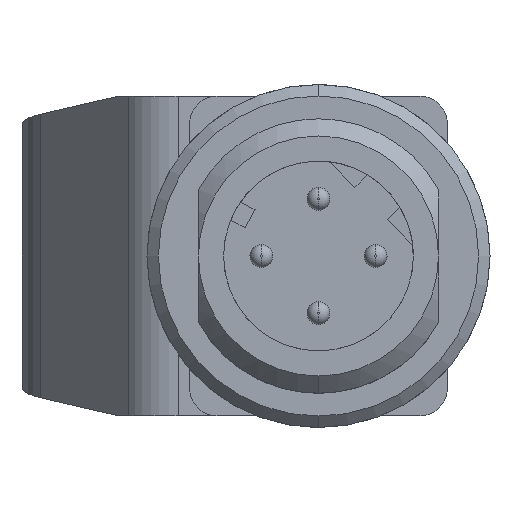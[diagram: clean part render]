
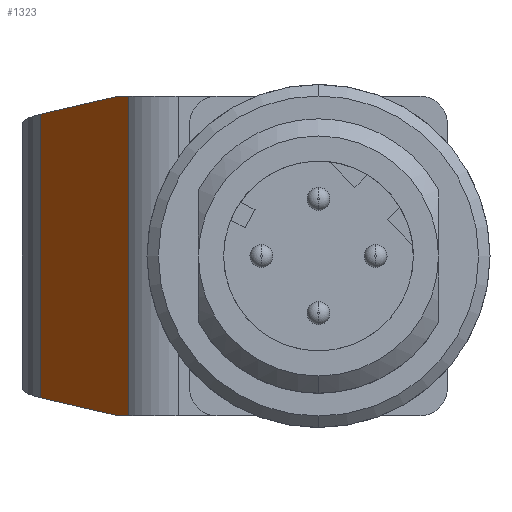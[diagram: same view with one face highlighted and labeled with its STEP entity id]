
A CAD part, left-side view. The second image highlights one B-rep face of the part: STEP entity #1323.
In plain terms, the highlighted face is planar.
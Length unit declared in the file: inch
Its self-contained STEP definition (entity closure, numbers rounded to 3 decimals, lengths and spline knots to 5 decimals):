
#79 = VERTEX_POINT ( 'NONE', #5063 ) ;
#161 = EDGE_CURVE ( 'NONE', #506, #406, #6662, .T. ) ;
#204 = EDGE_CURVE ( 'NONE', #79, #5506, #508, .T. ) ;
#250 = EDGE_CURVE ( 'NONE', #4152, #406, #1820, .T. ) ;
#288 = EDGE_CURVE ( 'NONE', #79, #854, #4302, .T. ) ;
#328 = VECTOR ( 'NONE', #6728, 39.37008 ) ;
#406 = VERTEX_POINT ( 'NONE', #3197 ) ;
#413 = CARTESIAN_POINT ( 'NONE',  ( 0.97263, 0.54597, -0.27894 ) ) ;
#433 = PLANE ( 'NONE',  #5158 ) ;
#454 = VECTOR ( 'NONE', #2570, 39.37008 ) ;
#506 = VERTEX_POINT ( 'NONE', #3874 ) ;
#508 = LINE ( 'NONE', #2819, #328 ) ;
#854 = VERTEX_POINT ( 'NONE', #2590 ) ;
#870 = ORIENTED_EDGE ( 'NONE', *, *, #161, .T. ) ;
#998 = DIRECTION ( 'NONE',  ( -0.799, 0.602, 0. ) ) ;
#1055 = ORIENTED_EDGE ( 'NONE', *, *, #3857, .T. ) ;
#1100 = CARTESIAN_POINT ( 'NONE',  ( 0.86847, 0.62445, 0.275 ) ) ;
#1186 = CARTESIAN_POINT ( 'NONE',  ( 0.94488, 0.56688, -0.275 ) ) ;
#1287 = VECTOR ( 'NONE', #5146, 39.37008 ) ;
#1323 = ADVANCED_FACE ( 'F9', ( #1627 ), #433, .T. ) ;
#1627 = FACE_OUTER_BOUND ( 'NONE', #3151, .T. ) ;
#1820 = LINE ( 'NONE', #4559, #2979 ) ;
#1947 = LINE ( 'NONE', #5371, #454 ) ;
#1999 = VECTOR ( 'NONE', #2800, 39.37008 ) ;
#2546 = CARTESIAN_POINT ( 'NONE',  ( 0.76746, 0.70057, 0.24402 ) ) ;
#2570 = DIRECTION ( 'NONE',  ( -0.799, 0.602, 0. ) ) ;
#2590 = CARTESIAN_POINT ( 'NONE',  ( 0.76746, 0.70057, 0.24402 ) ) ;
#2800 = DIRECTION ( 'NONE',  ( 0.799, -0.602, 0. ) ) ;
#2819 = CARTESIAN_POINT ( 'NONE',  ( 0.76746, 0.70057, -0.24402 ) ) ;
#2979 = VECTOR ( 'NONE', #6225, 39.37008 ) ;
#3151 = EDGE_LOOP ( 'NONE', ( #5484, #3609, #3431, #5753, #1055, #870 ) ) ;
#3197 = CARTESIAN_POINT ( 'NONE',  ( 0.96948, 0.54834, 0.275 ) ) ;
#3431 = ORIENTED_EDGE ( 'NONE', *, *, #204, .F. ) ;
#3609 = ORIENTED_EDGE ( 'NONE', *, *, #3897, .T. ) ;
#3857 = EDGE_CURVE ( 'NONE', #854, #506, #6609, .T. ) ;
#3874 = CARTESIAN_POINT ( 'NONE',  ( 0.94488, 0.56688, 0.275 ) ) ;
#3897 = EDGE_CURVE ( 'NONE', #4152, #5506, #1947, .T. ) ;
#4042 = CARTESIAN_POINT ( 'NONE',  ( 0.76746, 0.70057, 0. ) ) ;
#4152 = VERTEX_POINT ( 'NONE', #6770 ) ;
#4302 = LINE ( 'NONE', #4042, #1287 ) ;
#4392 = DIRECTION ( 'NONE',  ( 0.602, 0.799, 0. ) ) ;
#4559 = CARTESIAN_POINT ( 'NONE',  ( 0.96948, 0.54834, 0. ) ) ;
#5063 = CARTESIAN_POINT ( 'NONE',  ( 0.76746, 0.70057, -0.24402 ) ) ;
#5118 = VECTOR ( 'NONE', #5910, 39.37008 ) ;
#5146 = DIRECTION ( 'NONE',  ( 0., 0., 1. ) ) ;
#5158 = AXIS2_PLACEMENT_3D ( 'NONE', #413, #4392, #998 ) ;
#5371 = CARTESIAN_POINT ( 'NONE',  ( 0.86847, 0.62445, -0.275 ) ) ;
#5484 = ORIENTED_EDGE ( 'NONE', *, *, #250, .F. ) ;
#5506 = VERTEX_POINT ( 'NONE', #1186 ) ;
#5753 = ORIENTED_EDGE ( 'NONE', *, *, #288, .T. ) ;
#5910 = DIRECTION ( 'NONE',  ( 0.791, -0.596, 0.138 ) ) ;
#6225 = DIRECTION ( 'NONE',  ( 0., 0., 1. ) ) ;
#6609 = LINE ( 'NONE', #2546, #5118 ) ;
#6662 = LINE ( 'NONE', #1100, #1999 ) ;
#6728 = DIRECTION ( 'NONE',  ( 0.791, -0.596, -0.138 ) ) ;
#6770 = CARTESIAN_POINT ( 'NONE',  ( 0.96948, 0.54834, -0.275 ) ) ;
